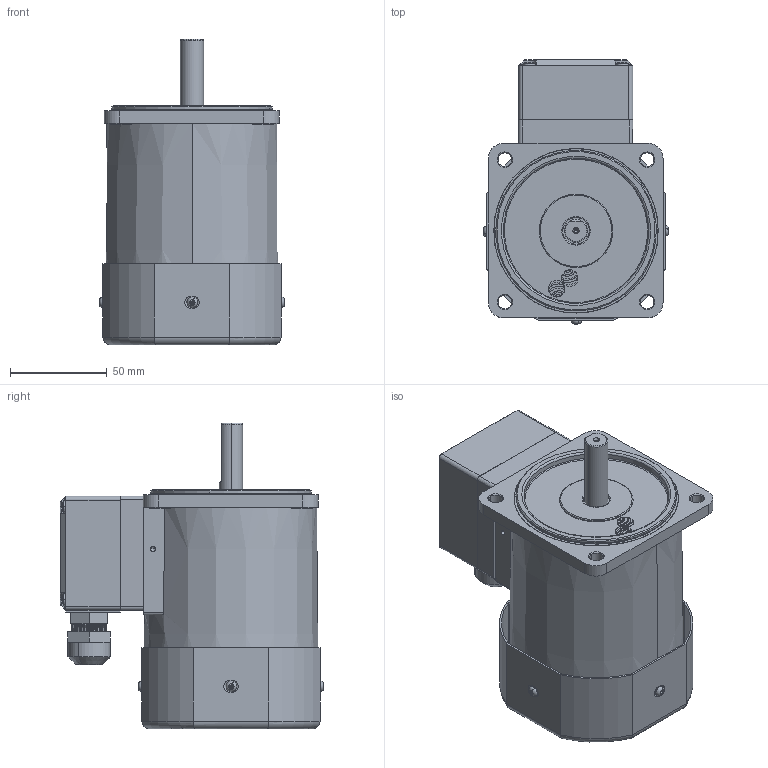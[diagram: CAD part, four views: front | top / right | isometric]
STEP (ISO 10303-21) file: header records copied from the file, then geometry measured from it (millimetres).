
FILE_DESCRIPTION (( 'STEP AP203' ), '1' );
FILE_NAME ('5IK60A-¡¼FTs-5C080¡¼7000Z0 .STEP', '2017-10-13T00:17:01', ( '' ), ( '' ), 'SwSTEP 2.0', 'SolidWorks 2010', '' );
FILE_SCHEMA (( 'CONFIG_CONTROL_DESIGN' ));
Length unit declared in the file: millimetre
Products named in the file (12): 出線頭 Ver.2; 上蓋 C583-30; 風扇蓋FC-9042-21; Ts上蓋; 5IK60A-〖FTs-5C080〖7000Z0 ; M560Ts-F; 60A; 成品180度; Ts下蓋; Ts下墊片; 圓頭十字螺絲 M3 x 40 --40N_JIS B 1111 Binding head screw M3 x 40 --40N; 丸頭十字螺絲M3x6_B18.6.7M - M3 x 0.5 x 8 Type I Cross Recessed PHMS --8C
Assembly tree (17 placements, depth 3):
  5IK60A-〖FTs-5C080〖7000Z0 
    M560Ts-F
    丸頭十字螺絲M3x6_B18.6.7M - M3 x 0.5 x 8 Type I Cross Recessed PHMS --8C  x4
    風扇蓋FC-9042-21
    上蓋 C583-30
    成品180度
      Ts下墊片
      圓頭十字螺絲 M3 x 40 --40N_JIS B 1111 Binding head screw M3 x 40 --40N  x4
      Ts上蓋
      出線頭 Ver.2
      Ts下蓋
    60A
Bounding box: 95.99 x 136.29 x 158 mm (x, y, z)
Volume: 849625.3 mm3; surface area: 136125 mm2
Topology: 16 solids, 16 shells, 2826 faces, 7380 edges, 4636 vertices
Faces by surface type: cone 1354, cylinder 1059, plane 330, torus 67, sphere 16
Entity records: 40083 total; most frequent: CARTESIAN_POINT 7449, DIRECTION 7237, ORIENTED_EDGE 6276, EDGE_CURVE 3138, AXIS2_PLACEMENT_3D 2944, VERTEX_POINT 1987, CIRCLE 1696, VECTOR 1349
